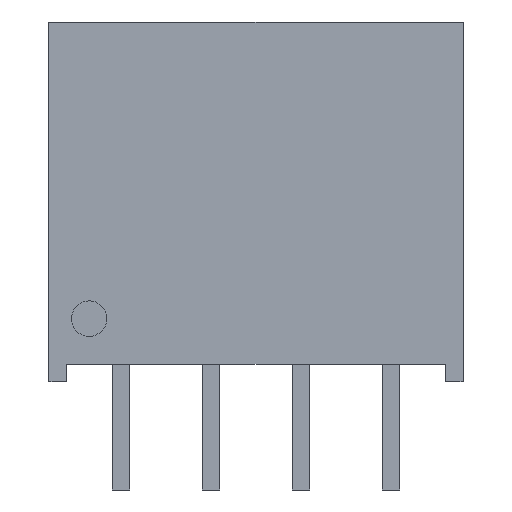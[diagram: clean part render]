
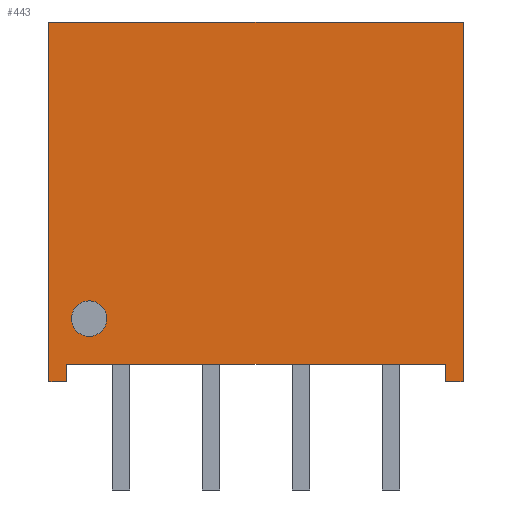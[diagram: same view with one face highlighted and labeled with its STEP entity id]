
A CAD part, front view. The second image highlights one B-rep face of the part: STEP entity #443.
In plain terms, the highlighted planar face has unit normal (0, -1, 0).
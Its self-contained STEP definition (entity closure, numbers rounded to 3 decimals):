
#24 = VERTEX_POINT('',#25);
#25 = CARTESIAN_POINT('',(-0.358,-1.25,1.783));
#31 = EDGE_CURVE('',#32,#24,#34,.T.);
#32 = VERTEX_POINT('',#33);
#33 = CARTESIAN_POINT('',(-1.358,-1.25,1.783));
#34 = CIRCLE('',#35,0.5);
#35 = AXIS2_PLACEMENT_3D('',#36,#37,#38);
#36 = CARTESIAN_POINT('',(-0.858,-1.25,1.783));
#37 = DIRECTION('',(0.,-1.,0.));
#38 = DIRECTION('',(1.,0.,0.));
#142 = VERTEX_POINT('',#143);
#143 = CARTESIAN_POINT('',(9.192,-1.25,0.5));
#149 = EDGE_CURVE('',#150,#142,#152,.T.);
#150 = VERTEX_POINT('',#151);
#151 = CARTESIAN_POINT('',(-1.492,-1.25,0.5));
#152 = LINE('',#153,#154);
#153 = CARTESIAN_POINT('',(-1.492,-1.25,0.5));
#154 = VECTOR('',#155,1.);
#155 = DIRECTION('',(1.,0.,0.));
#250 = VERTEX_POINT('',#251);
#251 = CARTESIAN_POINT('',(-1.992,-1.25,0.));
#257 = EDGE_CURVE('',#258,#250,#260,.T.);
#258 = VERTEX_POINT('',#259);
#259 = CARTESIAN_POINT('',(-1.992,-1.25,10.15));
#260 = LINE('',#261,#262);
#261 = CARTESIAN_POINT('',(-1.992,-1.25,0.));
#262 = VECTOR('',#263,1.);
#263 = DIRECTION('',(0.,0.,-1.));
#288 = VERTEX_POINT('',#289);
#289 = CARTESIAN_POINT('',(-1.492,-1.25,0.));
#295 = EDGE_CURVE('',#250,#288,#296,.T.);
#296 = LINE('',#297,#298);
#297 = CARTESIAN_POINT('',(-1.992,-1.25,0.));
#298 = VECTOR('',#299,1.);
#299 = DIRECTION('',(1.,0.,0.));
#317 = EDGE_CURVE('',#288,#150,#318,.T.);
#318 = LINE('',#319,#320);
#319 = CARTESIAN_POINT('',(-1.492,-1.25,0.));
#320 = VECTOR('',#321,1.);
#321 = DIRECTION('',(0.,0.,1.));
#341 = VERTEX_POINT('',#342);
#342 = CARTESIAN_POINT('',(9.192,-1.25,0.));
#348 = EDGE_CURVE('',#142,#341,#349,.T.);
#349 = LINE('',#350,#351);
#350 = CARTESIAN_POINT('',(9.192,-1.25,0.5));
#351 = VECTOR('',#352,1.);
#352 = DIRECTION('',(0.,0.,-1.));
#372 = VERTEX_POINT('',#373);
#373 = CARTESIAN_POINT('',(9.692,-1.25,0.));
#379 = EDGE_CURVE('',#341,#372,#380,.T.);
#380 = LINE('',#381,#382);
#381 = CARTESIAN_POINT('',(9.192,-1.25,0.));
#382 = VECTOR('',#383,1.);
#383 = DIRECTION('',(1.,0.,0.));
#403 = VERTEX_POINT('',#404);
#404 = CARTESIAN_POINT('',(9.692,-1.25,10.15));
#410 = EDGE_CURVE('',#372,#403,#411,.T.);
#411 = LINE('',#412,#413);
#412 = CARTESIAN_POINT('',(9.692,-1.25,0.));
#413 = VECTOR('',#414,1.);
#414 = DIRECTION('',(0.,0.,1.));
#432 = EDGE_CURVE('',#403,#258,#433,.T.);
#433 = LINE('',#434,#435);
#434 = CARTESIAN_POINT('',(9.692,-1.25,10.15));
#435 = VECTOR('',#436,1.);
#436 = DIRECTION('',(-1.,0.,0.));
#443 = ADVANCED_FACE('',(#444,#454),#464,.T.);
#444 = FACE_BOUND('',#445,.T.);
#445 = EDGE_LOOP('',(#446,#453));
#446 = ORIENTED_EDGE('',*,*,#447,.F.);
#447 = EDGE_CURVE('',#24,#32,#448,.T.);
#448 = CIRCLE('',#449,0.5);
#449 = AXIS2_PLACEMENT_3D('',#450,#451,#452);
#450 = CARTESIAN_POINT('',(-0.858,-1.25,1.783));
#451 = DIRECTION('',(0.,-1.,0.));
#452 = DIRECTION('',(1.,0.,0.));
#453 = ORIENTED_EDGE('',*,*,#31,.F.);
#454 = FACE_BOUND('',#455,.T.);
#455 = EDGE_LOOP('',(#456,#457,#458,#459,#460,#461,#462,#463));
#456 = ORIENTED_EDGE('',*,*,#257,.T.);
#457 = ORIENTED_EDGE('',*,*,#295,.T.);
#458 = ORIENTED_EDGE('',*,*,#317,.T.);
#459 = ORIENTED_EDGE('',*,*,#149,.T.);
#460 = ORIENTED_EDGE('',*,*,#348,.T.);
#461 = ORIENTED_EDGE('',*,*,#379,.T.);
#462 = ORIENTED_EDGE('',*,*,#410,.T.);
#463 = ORIENTED_EDGE('',*,*,#432,.T.);
#464 = PLANE('',#465);
#465 = AXIS2_PLACEMENT_3D('',#466,#467,#468);
#466 = CARTESIAN_POINT('',(-1.992,-1.25,10.15));
#467 = DIRECTION('',(0.,-1.,0.));
#468 = DIRECTION('',(1.,0.,0.));
